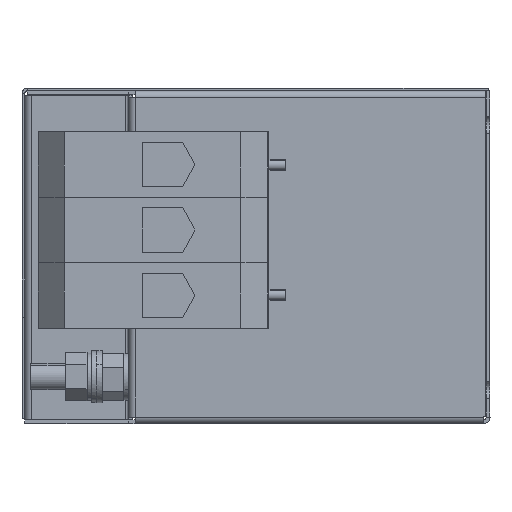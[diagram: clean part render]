
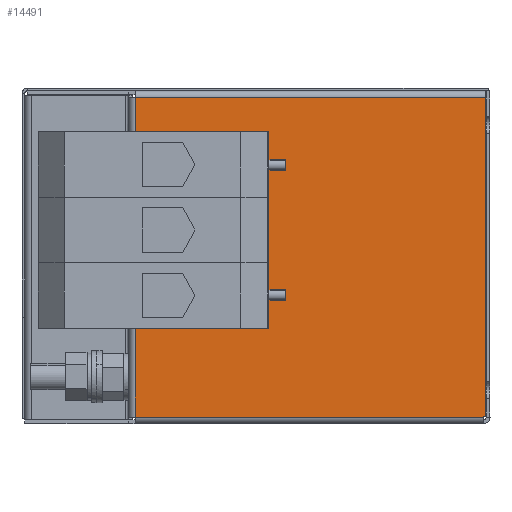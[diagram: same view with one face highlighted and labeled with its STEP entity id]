
A CAD part, left-side view. The second image highlights one B-rep face of the part: STEP entity #14491.
In plain terms, the highlighted planar face has unit normal (-1, 0, 0).
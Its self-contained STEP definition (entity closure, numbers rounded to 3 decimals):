
#364 = CARTESIAN_POINT ( 'NONE',  ( -175., 83.5, 47.25 ) ) ;
#504 = DIRECTION ( 'NONE',  ( 0., 0., -1. ) ) ;
#925 = ORIENTED_EDGE ( 'NONE', *, *, #5523, .F. ) ;
#996 = CARTESIAN_POINT ( 'NONE',  ( -175., 135., 47.047 ) ) ;
#1082 = DIRECTION ( 'NONE',  ( 0., 0., 1. ) ) ;
#1319 = EDGE_CURVE ( 'NONE', #12748, #10038, #3771, .T. ) ;
#1448 = EDGE_CURVE ( 'NONE', #17860, #7769, #17783, .T. ) ;
#1491 = EDGE_LOOP ( 'NONE', ( #925, #6944, #14022, #6002, #5870, #20009, #7089, #4716, #6662, #7201, #16793, #17432, #12900, #12811 ) ) ;
#1524 = EDGE_CURVE ( 'NONE', #18601, #10038, #2786, .T. ) ;
#1594 = EDGE_CURVE ( 'NONE', #12748, #6732, #15359, .T. ) ;
#1671 = LINE ( 'NONE', #2636, #19289 ) ;
#1697 = CARTESIAN_POINT ( 'NONE',  ( -175., 1., -62.65 ) ) ;
#1953 = DIRECTION ( 'NONE',  ( 0., 0., 1. ) ) ;
#2193 = LINE ( 'NONE', #8668, #11100 ) ;
#2499 = CARTESIAN_POINT ( 'NONE',  ( -175., 83.5, 0. ) ) ;
#2636 = CARTESIAN_POINT ( 'NONE',  ( -175., 0.1, 62.75 ) ) ;
#2786 = LINE ( 'NONE', #7990, #14872 ) ;
#3054 = VECTOR ( 'NONE', #17710, 1000. ) ;
#3108 = CARTESIAN_POINT ( 'NONE',  ( -175., 84.5, -28.75 ) ) ;
#3596 = EDGE_CURVE ( 'NONE', #4576, #17860, #6046, .T. ) ;
#3771 = LINE ( 'NONE', #19609, #5444 ) ;
#4389 = EDGE_CURVE ( 'NONE', #16230, #8218, #1671, .T. ) ;
#4485 = LINE ( 'NONE', #8567, #4745 ) ;
#4576 = VERTEX_POINT ( 'NONE', #5844 ) ;
#4706 = VECTOR ( 'NONE', #1953, 1000. ) ;
#4716 = ORIENTED_EDGE ( 'NONE', *, *, #1524, .T. ) ;
#4745 = VECTOR ( 'NONE', #16293, 1000. ) ;
#4994 = VERTEX_POINT ( 'NONE', #10685 ) ;
#5225 = CARTESIAN_POINT ( 'NONE',  ( -175., 1., -62.75 ) ) ;
#5444 = VECTOR ( 'NONE', #18016, 1000. ) ;
#5456 = CARTESIAN_POINT ( 'NONE',  ( -175., 0.1, 60.25 ) ) ;
#5501 = CARTESIAN_POINT ( 'NONE',  ( -175., 84.5, -28.549 ) ) ;
#5523 = EDGE_CURVE ( 'NONE', #15709, #7968, #15127, .T. ) ;
#5690 = EDGE_CURVE ( 'NONE', #8382, #17424, #16088, .T. ) ;
#5844 = CARTESIAN_POINT ( 'NONE',  ( -175., 83.5, -28.75 ) ) ;
#5870 = ORIENTED_EDGE ( 'NONE', *, *, #3596, .T. ) ;
#5948 = DIRECTION ( 'NONE',  ( 0., 1., 0. ) ) ;
#6002 = ORIENTED_EDGE ( 'NONE', *, *, #13603, .F. ) ;
#6010 = CARTESIAN_POINT ( 'NONE',  ( -175., 0.004, 47.058 ) ) ;
#6046 = LINE ( 'NONE', #9670, #7500 ) ;
#6112 = LINE ( 'NONE', #16141, #8542 ) ;
#6151 = VECTOR ( 'NONE', #13532, 1000. ) ;
#6383 = EDGE_CURVE ( 'NONE', #4994, #7968, #6112, .T. ) ;
#6618 = DIRECTION ( 'NONE',  ( 1., 0., 0. ) ) ;
#6662 = ORIENTED_EDGE ( 'NONE', *, *, #1319, .F. ) ;
#6732 = VERTEX_POINT ( 'NONE', #1697 ) ;
#6944 = ORIENTED_EDGE ( 'NONE', *, *, #13342, .T. ) ;
#7089 = ORIENTED_EDGE ( 'NONE', *, *, #9543, .T. ) ;
#7201 = ORIENTED_EDGE ( 'NONE', *, *, #1594, .T. ) ;
#7243 = DIRECTION ( 'NONE',  ( 0., 1., 0. ) ) ;
#7500 = VECTOR ( 'NONE', #9607, 1000. ) ;
#7590 = CARTESIAN_POINT ( 'NONE',  ( -175., 135., -62.75 ) ) ;
#7710 = DIRECTION ( 'NONE',  ( 0., 0., 1. ) ) ;
#7769 = VERTEX_POINT ( 'NONE', #5501 ) ;
#7846 = CARTESIAN_POINT ( 'NONE',  ( -175., 0.1, 60.25 ) ) ;
#7968 = VERTEX_POINT ( 'NONE', #996 ) ;
#7990 = CARTESIAN_POINT ( 'NONE',  ( -175., 135., 60.25 ) ) ;
#8218 = VERTEX_POINT ( 'NONE', #7846 ) ;
#8382 = VERTEX_POINT ( 'NONE', #11471 ) ;
#8542 = VECTOR ( 'NONE', #17704, 1000. ) ;
#8567 = CARTESIAN_POINT ( 'NONE',  ( -175., 0., -62.65 ) ) ;
#8668 = CARTESIAN_POINT ( 'NONE',  ( -175., -0.002, -28.542 ) ) ;
#9318 = DIRECTION ( 'NONE',  ( 0., -1., 0. ) ) ;
#9543 = EDGE_CURVE ( 'NONE', #7769, #18601, #2193, .T. ) ;
#9544 = LINE ( 'NONE', #2499, #6151 ) ;
#9607 = DIRECTION ( 'NONE',  ( 0., 1., 0. ) ) ;
#9670 = CARTESIAN_POINT ( 'NONE',  ( -175., 0., -28.75 ) ) ;
#9986 = CARTESIAN_POINT ( 'NONE',  ( -175., 0., 0. ) ) ;
#10038 = VERTEX_POINT ( 'NONE', #7590 ) ;
#10685 = CARTESIAN_POINT ( 'NONE',  ( -175., 135., 60.25 ) ) ;
#10744 = VECTOR ( 'NONE', #7710, 1000. ) ;
#10987 = VECTOR ( 'NONE', #9318, 1000. ) ;
#11100 = VECTOR ( 'NONE', #7243, 1000. ) ;
#11418 = FACE_OUTER_BOUND ( 'NONE', #1491, .T. ) ;
#11471 = CARTESIAN_POINT ( 'NONE',  ( -175., 84.5, 47.25 ) ) ;
#12654 = CARTESIAN_POINT ( 'NONE',  ( -175., 1., 0. ) ) ;
#12748 = VERTEX_POINT ( 'NONE', #5225 ) ;
#12811 = ORIENTED_EDGE ( 'NONE', *, *, #6383, .T. ) ;
#12827 = DIRECTION ( 'NONE',  ( 0., 0., 1. ) ) ;
#12900 = ORIENTED_EDGE ( 'NONE', *, *, #13471, .T. ) ;
#12947 = EDGE_CURVE ( 'NONE', #6732, #16230, #4485, .T. ) ;
#13148 = CARTESIAN_POINT ( 'NONE',  ( -175., 135., -28.553 ) ) ;
#13342 = EDGE_CURVE ( 'NONE', #15709, #8382, #19017, .T. ) ;
#13471 = EDGE_CURVE ( 'NONE', #8218, #4994, #19481, .T. ) ;
#13532 = DIRECTION ( 'NONE',  ( 0., 0., 1. ) ) ;
#13603 = EDGE_CURVE ( 'NONE', #4576, #17424, #9544, .T. ) ;
#13790 = CARTESIAN_POINT ( 'NONE',  ( -175., 84.5, 0. ) ) ;
#14022 = ORIENTED_EDGE ( 'NONE', *, *, #5690, .T. ) ;
#14185 = CARTESIAN_POINT ( 'NONE',  ( -175., 84.5, 0. ) ) ;
#14491 = ADVANCED_FACE ( 'NONE', ( #11418 ), #19010, .F. ) ;
#14872 = VECTOR ( 'NONE', #17349, 1000. ) ;
#15127 = LINE ( 'NONE', #6010, #17332 ) ;
#15359 = LINE ( 'NONE', #12654, #4706 ) ;
#15709 = VERTEX_POINT ( 'NONE', #16028 ) ;
#16028 = CARTESIAN_POINT ( 'NONE',  ( -175., 84.5, 47.051 ) ) ;
#16088 = LINE ( 'NONE', #17055, #10987 ) ;
#16141 = CARTESIAN_POINT ( 'NONE',  ( -175., 135., 60.25 ) ) ;
#16230 = VERTEX_POINT ( 'NONE', #17244 ) ;
#16293 = DIRECTION ( 'NONE',  ( 0., -1., 0. ) ) ;
#16793 = ORIENTED_EDGE ( 'NONE', *, *, #12947, .T. ) ;
#17055 = CARTESIAN_POINT ( 'NONE',  ( -175., 0., 47.25 ) ) ;
#17244 = CARTESIAN_POINT ( 'NONE',  ( -175., 0.1, -62.65 ) ) ;
#17332 = VECTOR ( 'NONE', #5948, 1000. ) ;
#17349 = DIRECTION ( 'NONE',  ( 0., 0., -1. ) ) ;
#17424 = VERTEX_POINT ( 'NONE', #364 ) ;
#17432 = ORIENTED_EDGE ( 'NONE', *, *, #4389, .T. ) ;
#17548 = AXIS2_PLACEMENT_3D ( 'NONE', #9986, #6618, #504 ) ;
#17704 = DIRECTION ( 'NONE',  ( 0., 0., -1. ) ) ;
#17710 = DIRECTION ( 'NONE',  ( 0., 1., 0. ) ) ;
#17783 = LINE ( 'NONE', #13790, #10744 ) ;
#17860 = VERTEX_POINT ( 'NONE', #3108 ) ;
#18016 = DIRECTION ( 'NONE',  ( 0., 1., 0. ) ) ;
#18038 = VECTOR ( 'NONE', #12827, 1000. ) ;
#18601 = VERTEX_POINT ( 'NONE', #13148 ) ;
#19010 = PLANE ( 'NONE',  #17548 ) ;
#19017 = LINE ( 'NONE', #14185, #18038 ) ;
#19289 = VECTOR ( 'NONE', #1082, 1000. ) ;
#19481 = LINE ( 'NONE', #5456, #3054 ) ;
#19609 = CARTESIAN_POINT ( 'NONE',  ( -175., 137.5, -62.75 ) ) ;
#20009 = ORIENTED_EDGE ( 'NONE', *, *, #1448, .T. ) ;
